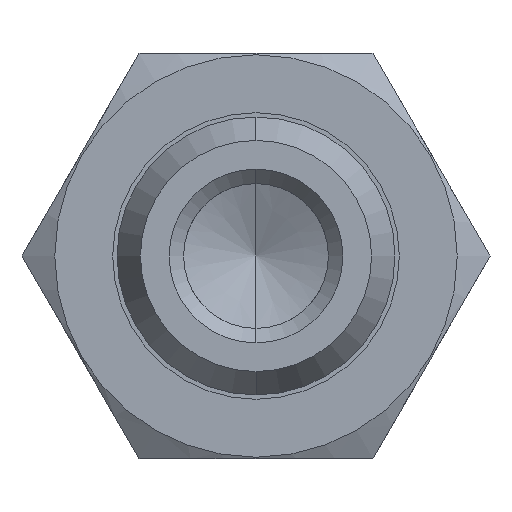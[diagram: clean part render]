
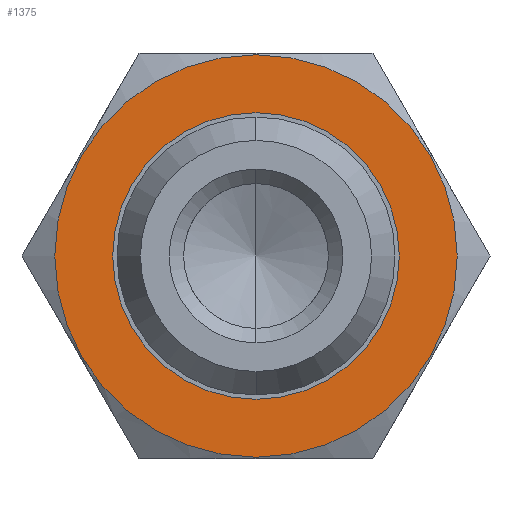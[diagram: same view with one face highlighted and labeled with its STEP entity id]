
A CAD part, front view. The second image highlights one B-rep face of the part: STEP entity #1375.
In plain terms, the highlighted planar face has unit normal (0, -1, 0).
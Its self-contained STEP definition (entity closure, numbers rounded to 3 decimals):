
#1106 = DIRECTION ( 'NONE',  ( 0., 0., -1. ) ) ;
#1114 = DIRECTION ( 'NONE',  ( 0., 0., -1. ) ) ;
#1139 = DIRECTION ( 'NONE',  ( 0., -1., 0. ) ) ;
#1140 = CARTESIAN_POINT ( 'NONE',  ( 0., 0., 0. ) ) ;
#1141 = AXIS2_PLACEMENT_3D ( 'NONE', #1140, #1139, #1114 ) ;
#1142 = CIRCLE ( 'NONE', #1141, 6.95 ) ;
#1179 = PLANE ( 'NONE',  #1258 ) ;
#1181 = DIRECTION ( 'NONE',  ( 0., 0., -1. ) ) ;
#1182 = DIRECTION ( 'NONE',  ( 0., -1., 0. ) ) ;
#1230 = FACE_OUTER_BOUND ( 'NONE', #1473, .T. ) ;
#1238 = CARTESIAN_POINT ( 'NONE',  ( 0., 0., -4.95 ) ) ;
#1244 = ORIENTED_EDGE ( 'NONE', *, *, #1440, .F. ) ;
#1258 = AXIS2_PLACEMENT_3D ( 'NONE', #1276, #1302, #1301 ) ;
#1259 = FACE_BOUND ( 'NONE', #1279, .T. ) ;
#1271 = CARTESIAN_POINT ( 'NONE',  ( 0., 0., -6.95 ) ) ;
#1274 = ORIENTED_EDGE ( 'NONE', *, *, #1277, .F. ) ;
#1276 = CARTESIAN_POINT ( 'NONE',  ( 4.95, 0., 0. ) ) ;
#1277 = EDGE_CURVE ( 'NONE', #1405, #1444, #2422, .T. ) ;
#1278 = ORIENTED_EDGE ( 'NONE', *, *, #1367, .T. ) ;
#1279 = EDGE_LOOP ( 'NONE', ( #1274, #1244 ) ) ;
#1280 = CARTESIAN_POINT ( 'NONE',  ( 0., 0., 0. ) ) ;
#1296 = CIRCLE ( 'NONE', #1340, 6.95 ) ;
#1301 = DIRECTION ( 'NONE',  ( 0., 0., -1. ) ) ;
#1302 = DIRECTION ( 'NONE',  ( 0., -1., 0. ) ) ;
#1340 = AXIS2_PLACEMENT_3D ( 'NONE', #1280, #1182, #1181 ) ;
#1367 = EDGE_CURVE ( 'NONE', #1477, #1370, #1142, .T. ) ;
#1369 = EDGE_CURVE ( 'NONE', #1370, #1477, #1296, .T. ) ;
#1370 = VERTEX_POINT ( 'NONE', #1271 ) ;
#1375 = ADVANCED_FACE ( 'NONE', ( #1230, #1259 ), #1179, .T. ) ;
#1405 = VERTEX_POINT ( 'NONE', #1238 ) ;
#1440 = EDGE_CURVE ( 'NONE', #1444, #1405, #1933, .T. ) ;
#1444 = VERTEX_POINT ( 'NONE', #1920 ) ;
#1473 = EDGE_LOOP ( 'NONE', ( #1474, #1278 ) ) ;
#1474 = ORIENTED_EDGE ( 'NONE', *, *, #1369, .T. ) ;
#1477 = VERTEX_POINT ( 'NONE', #1993 ) ;
#1867 = AXIS2_PLACEMENT_3D ( 'NONE', #1923, #1922, #1921 ) ;
#1920 = CARTESIAN_POINT ( 'NONE',  ( 0., 0., 4.95 ) ) ;
#1921 = DIRECTION ( 'NONE',  ( 0., 0., -1. ) ) ;
#1922 = DIRECTION ( 'NONE',  ( 0., -1., 0. ) ) ;
#1923 = CARTESIAN_POINT ( 'NONE',  ( 0., 0., 0. ) ) ;
#1933 = CIRCLE ( 'NONE', #1867, 4.95 ) ;
#1993 = CARTESIAN_POINT ( 'NONE',  ( 0., 0., 6.95 ) ) ;
#2416 = DIRECTION ( 'NONE',  ( 0., -1., 0. ) ) ;
#2417 = CARTESIAN_POINT ( 'NONE',  ( 0., 0., 0. ) ) ;
#2418 = AXIS2_PLACEMENT_3D ( 'NONE', #2417, #2416, #1106 ) ;
#2422 = CIRCLE ( 'NONE', #2418, 4.95 ) ;
